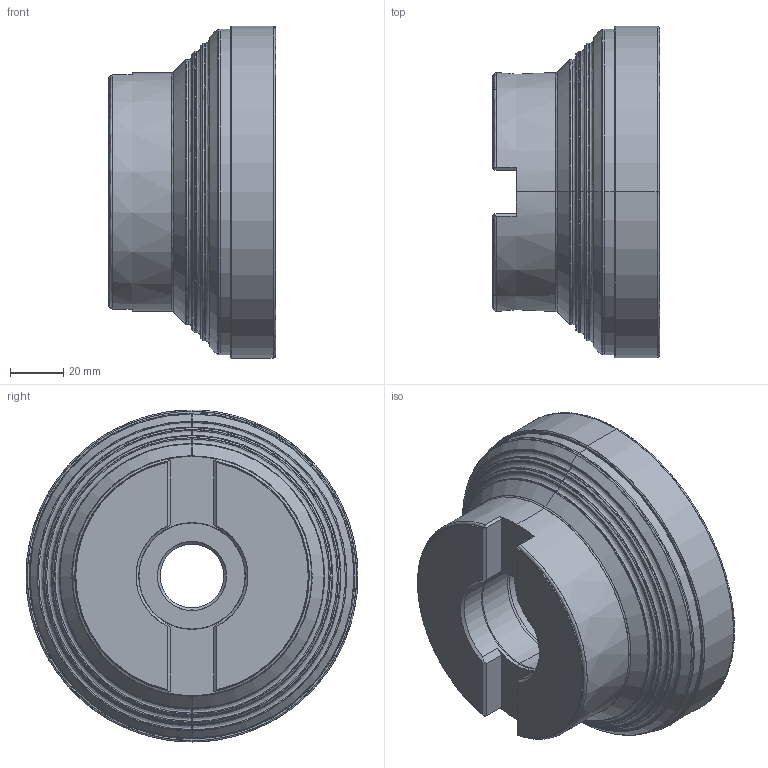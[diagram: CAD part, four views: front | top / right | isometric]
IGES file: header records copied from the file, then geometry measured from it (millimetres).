
Start section: SolidWorks IGES file using analytic representation for surfaces
Global section: file name: 90PP125-49-8.IGS; native system: SolidWorks 2009; preprocessor: SolidWorks 2009; author: phk; date: 100323.150700; units: millimetre
Bounding box: 63 x 125 x 125 mm (x, y, z)
Surface area: 48043.3 mm2 (no closed solid volume)
Topology: 0 solids, 0 shells, 105 faces, 1188 edges, 1188 vertices
Faces by surface type: bspline 65, revolution 40
